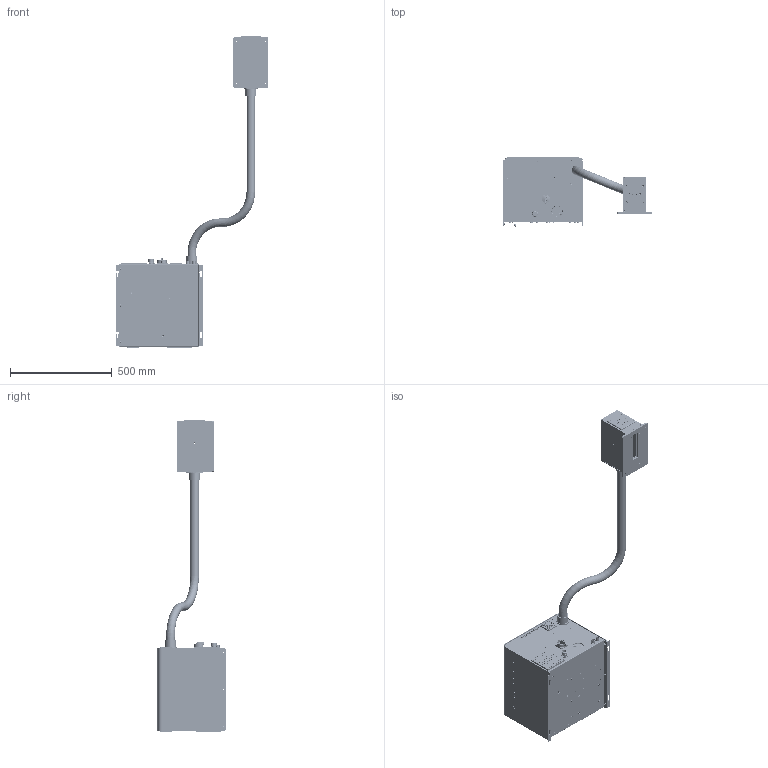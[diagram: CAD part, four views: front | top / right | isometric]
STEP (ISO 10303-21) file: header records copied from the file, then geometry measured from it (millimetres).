
FILE_DESCRIPTION( ( 'Unknown' ), '1' );
FILE_NAME( 'TNX Compact_C_box.stp', 'Unknown', ( 'Ratkajec.M' ), ( 'PTP' ), 'PSStep 16.0.42', 'ST6', ' ' );
FILE_SCHEMA( ( 'AUTOMOTIVE_DESIGN { 1 0 10303 214 1 1 1 1 }' ) );
Length unit declared in the file: millimetre
Products named in the file (48): DWM1174; 119-3705; 119-3702_1; D-SUB_9 PIN; 119-4194-A; 2494.150004 Pos.1 Grundblech kompl (1.4301); 2494.150004 Pos.1 Grundblech (1.4301); BN 201 M6xX.X_1.8; BN 201 M5x_1.8; BN 201 M4xX_1.8; fan filter; 045484; tm_1_p1_P1; tm_1_p2_P2; tm_1_p33_P3; tm_1_e_svb_p8_P8; tm_1_screw_SCREW; tm_1_screw2_SCREW; D-SUB_25 PIN ; 119-3965; 119-3702_0; Cbox MR.000.0075_stp; Profil 20x20x248; C-Box Bodenplatte; C-Box Obereplatte Griff; Screw_DIN_7991_M4x16; C-Box Seitenplatte; Grundplatte C-Box ; Aschlussflansch; C-Box-Front; C-Box Rückseite; Backen 50x50x6.gew.; MF_Frontplatte; TNX Compact_MR.C05_20.0.V2.0; 2494.150004 Pos.2 Haube (P101); Abdeckung 120x120mm; Wasserverteiler; Rotorflow; Cable Glands Metal_2; Aschlussflansch.neu ...
Assembly tree (146 placements, depth 5):
  Assem1
    Flexrohr
    Cbox MR.000.0075_stp
      Profil 20x20x248  x4
      C-Box Bodenplatte
      C-Box Obereplatte Griff
      Screw_DIN_7991_M4x16  x8
      C-Box Seitenplatte  x2
      Grundplatte C-Box 
      Aschlussflansch
      C-Box-Front
      C-Box Rückseite
      Backen 50x50x6.gew.
      Backen 50x50x6.gew.
      MF_Frontplatte
    TNX Compact_MR.C05_20.0.V2.0
      2494.150004 Pos.2 Haube (P101)
      Abdeckung 120x120mm  x2
      119-4194-A  x2
      Wasserverteiler  x2
      Rotorflow
      Rotorflow
      Cable Glands Metal_2
      Aschlussflansch.neu
      Screw_DIN_7991_M6x12  x11
      Screw_DIN_7991_M4x12  x2
      Screw_DIN_7991_M3x10  x7
      2494.150004 Pos.1 Grundblech kompl (1.4301)
        2494.150004 Pos.1 Grundblech (1.4301)
        BN 201 M6xX.X_1.8  x11
        BN 201 M5x_1.8  x13
        BN 201 M4xX_1.8  x4
      D-SUB_9 PIN  x2
        119-4194-A
        DWM1174
          119-3705
          119-3702_1  x9
      D-SUB_25 PIN 
        119-3965
        119-3702_0  x25
      fan filter  x2
        fan filter
      045484
        tm_1_p1_P1
        tm_1_p2_P2  x2
        tm_1_p33_P3
        tm_1_e_svb_p8_P8
        tm_1_screw_SCREW  x4
        tm_1_screw2_SCREW  x4
Bounding box: 753 x 339.95 x 1537.71 mm (x, y, z)
Volume: 3735880.4 mm3; surface area: 2690051.8 mm2
Topology: 149 solids, 150 shells, 5915 faces, 15369 edges, 9996 vertices
Faces by surface type: plane 3018, cylinder 1938, cone 355, extrusion 292, torus 161, sphere 121, bspline 30
Full cylindrical faces by diameter (mm): 1.143 x43, 1.333 x43, 1.714 x43, 1.8 x2, 2.095 x43, 2.387 x7, 2.5 x24, 2.819 x6, 3 x432, 3.141 x10, 3.2 x12, 3.239 x6, 3.296 x1, 3.3 x3, 3.5 x11, 3.505 x6, 4 x28, 4.134 x8, 4.2 x6, 4.5 x26, 4.572 x8, 4.773 x11, 4.917 x4, 5 x13, 5.4 x1, 5.5 x30, 6 x44, 6.5 x33, 7.8 x4, 8 x36
Entity records: 128355 total; most frequent: CARTESIAN_POINT 32731, DIRECTION 14541, ORIENTED_EDGE 13580, EDGE_CURVE 6790, AXIS2_PLACEMENT_3D 5442, VERTEX_POINT 4746, EDGE_LOOP 4552, VECTOR 3657
